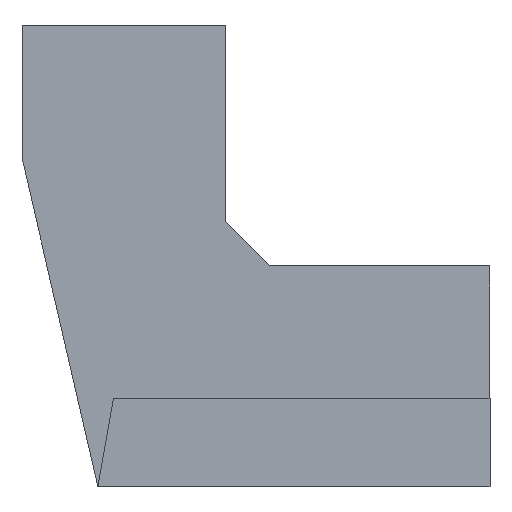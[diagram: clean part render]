
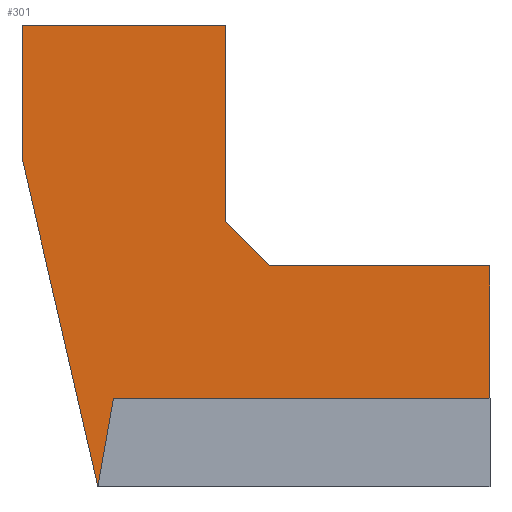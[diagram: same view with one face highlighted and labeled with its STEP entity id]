
A CAD part, front view. The second image highlights one B-rep face of the part: STEP entity #301.
In plain terms, the highlighted planar face has unit normal (0, -1, 0).
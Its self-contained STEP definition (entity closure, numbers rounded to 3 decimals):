
#27=FACE_OUTER_BOUND('',#43,.T.);
#43=EDGE_LOOP('',(#252,#253,#254,#255,#256,#257,#258,#259,#260));
#49=LINE('',#417,#89);
#53=LINE('',#424,#93);
#54=LINE('',#428,#94);
#58=LINE('',#436,#98);
#61=LINE('',#441,#101);
#63=LINE('',#445,#103);
#67=LINE('',#453,#107);
#73=LINE('',#465,#113);
#85=LINE('',#487,#125);
#89=VECTOR('',#341,10.);
#93=VECTOR('',#347,10.);
#94=VECTOR('',#350,10.);
#98=VECTOR('',#356,10.);
#101=VECTOR('',#361,10.);
#103=VECTOR('',#365,10.);
#107=VECTOR('',#371,10.);
#113=VECTOR('',#381,10.);
#125=VECTOR('',#401,10.);
#129=VERTEX_POINT('',#414);
#130=VERTEX_POINT('',#416);
#132=VERTEX_POINT('',#422);
#133=VERTEX_POINT('',#426);
#134=VERTEX_POINT('',#427);
#137=VERTEX_POINT('',#435);
#139=VERTEX_POINT('',#444);
#142=VERTEX_POINT('',#452);
#146=VERTEX_POINT('',#464);
#155=EDGE_CURVE('',#129,#130,#49,.T.);
#159=EDGE_CURVE('',#132,#129,#53,.T.);
#160=EDGE_CURVE('',#133,#134,#54,.T.);
#164=EDGE_CURVE('',#134,#137,#58,.T.);
#167=EDGE_CURVE('',#137,#132,#61,.T.);
#169=EDGE_CURVE('',#139,#133,#63,.T.);
#173=EDGE_CURVE('',#142,#130,#67,.T.);
#179=EDGE_CURVE('',#142,#146,#73,.T.);
#191=EDGE_CURVE('',#146,#139,#85,.T.);
#252=ORIENTED_EDGE('',*,*,#159,.F.);
#253=ORIENTED_EDGE('',*,*,#167,.F.);
#254=ORIENTED_EDGE('',*,*,#164,.F.);
#255=ORIENTED_EDGE('',*,*,#160,.F.);
#256=ORIENTED_EDGE('',*,*,#169,.F.);
#257=ORIENTED_EDGE('',*,*,#191,.F.);
#258=ORIENTED_EDGE('',*,*,#179,.F.);
#259=ORIENTED_EDGE('',*,*,#173,.T.);
#260=ORIENTED_EDGE('',*,*,#155,.F.);
#285=PLANE('',#331);
#301=ADVANCED_FACE('',(#27),#285,.T.);
#331=AXIS2_PLACEMENT_3D('',#486,#399,#400);
#341=DIRECTION('',(0.707,0.,-0.707));
#347=DIRECTION('',(0.,0.,-1.));
#350=DIRECTION('',(-0.225,0.,0.974));
#356=DIRECTION('',(0.,0.,1.));
#361=DIRECTION('',(1.,0.,0.));
#365=DIRECTION('',(-0.174,0.,-0.985));
#371=DIRECTION('',(-1.,0.,0.));
#381=DIRECTION('',(0.,0.,-1.));
#399=DIRECTION('center_axis',(0.,-1.,0.));
#400=DIRECTION('ref_axis',(0.,0.,
1.));
#401=DIRECTION('',(-1.,0.,0.));
#414=CARTESIAN_POINT('',(609.5,-1.,-303.5));
#416=CARTESIAN_POINT('',(610.5,-1.,-304.5));
#417=CARTESIAN_POINT('',(612.25,-1.,-306.25));
#422=CARTESIAN_POINT('',(609.5,-1.,-299.05));
#424=CARTESIAN_POINT('',(609.5,-1.,-301.888));
#426=CARTESIAN_POINT('',(606.618,-1.,-309.5));
#427=CARTESIAN_POINT('',(604.9,-1.,-302.05));
#428=CARTESIAN_POINT('',(605.202,-1.,-303.358));
#435=CARTESIAN_POINT('',(604.9,-1.,-299.05));
#436=CARTESIAN_POINT('',(604.9,-1.,-301.663));
#441=CARTESIAN_POINT('',(608.35,-1.,-299.05));
#444=CARTESIAN_POINT('',(606.971,-1.,-307.5));
#445=CARTESIAN_POINT('',(607.515,-1.,-304.417));
#452=CARTESIAN_POINT('',(615.5,-1.,-304.5));
#453=CARTESIAN_POINT('',(612.5,-1.,-304.5));
#464=CARTESIAN_POINT('',(615.5,-1.,-307.5));
#465=CARTESIAN_POINT('',(615.5,-1.,-307.));
#486=CARTESIAN_POINT('Origin',(615.5,-1.,-307.5));
#487=CARTESIAN_POINT('',(615.5,-1.,-307.5));
